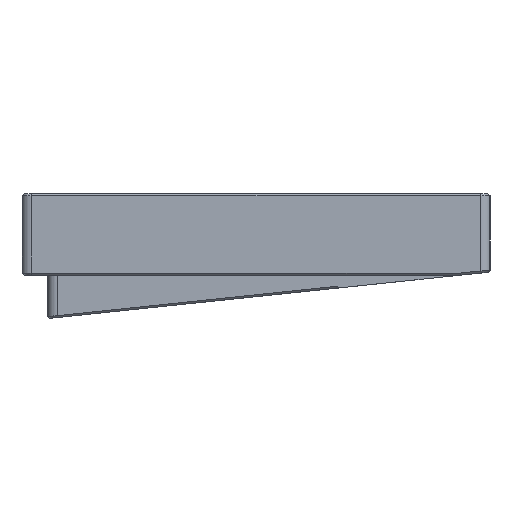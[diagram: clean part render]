
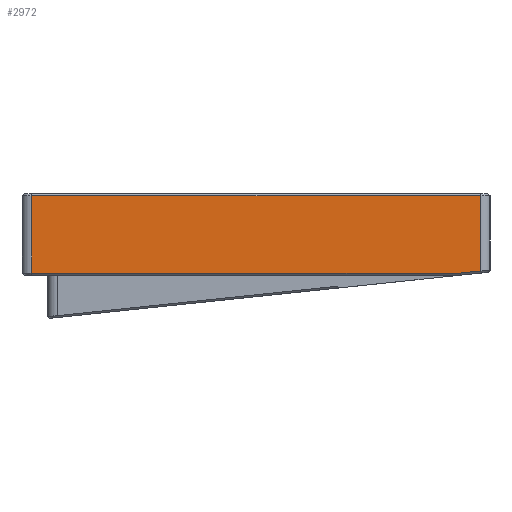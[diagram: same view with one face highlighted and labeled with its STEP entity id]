
A CAD part, left-side view. The second image highlights one B-rep face of the part: STEP entity #2972.
In plain terms, the highlighted planar face has unit normal (-1, 0, 0).
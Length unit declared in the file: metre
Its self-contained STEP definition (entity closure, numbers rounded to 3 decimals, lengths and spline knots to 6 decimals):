
#482=ORIENTED_EDGE('',*,*,#1355,.T.);
#483=ORIENTED_EDGE('',*,*,#1356,.T.);
#484=ORIENTED_EDGE('',*,*,#1357,.T.);
#485=ORIENTED_EDGE('',*,*,#1358,.T.);
#486=ORIENTED_EDGE('',*,*,#1359,.T.);
#1355=EDGE_CURVE('',#1789,#1790,#2026,.T.);
#1356=EDGE_CURVE('',#1790,#1791,#2027,.T.);
#1357=EDGE_CURVE('',#1791,#1792,#2028,.T.);
#1358=EDGE_CURVE('',#1792,#1793,#2029,.T.);
#1359=EDGE_CURVE('',#1793,#1789,#2030,.F.);
#1789=VERTEX_POINT('',#4774);
#1790=VERTEX_POINT('',#4775);
#1791=VERTEX_POINT('',#4777);
#1792=VERTEX_POINT('',#4779);
#1793=VERTEX_POINT('',#4781);
#2026=LINE('',#4773,#2303);
#2027=LINE('',#4776,#2304);
#2028=LINE('',#4778,#2305);
#2029=LINE('',#4780,#2306);
#2030=LINE('',#4782,#2307);
#2303=VECTOR('',#3741,1.);
#2304=VECTOR('',#3742,1.);
#2305=VECTOR('',#3743,1.);
#2306=VECTOR('',#3744,1.);
#2307=VECTOR('',#3745,1.);
#2499=EDGE_LOOP('',(#482,#483,#484,#485,#486));
#2696=FACE_BOUND('',#2499,.T.);
#2888=PLANE('',#3227);
#2972=ADVANCED_FACE('',(#2696),#2888,.T.);
#3227=AXIS2_PLACEMENT_3D('',#4772,#3739,#3740);
#3739=DIRECTION('',(-1.,0.,0.));
#3740=DIRECTION('',(0.,0.,1.));
#3741=DIRECTION('',(0.,-1.,0.));
#3742=DIRECTION('',(0.,-0.995,0.105));
#3743=DIRECTION('',(0.,0.,1.));
#3744=DIRECTION('',(0.,1.,0.));
#3745=DIRECTION('',(0.,0.,1.));
#4772=CARTESIAN_POINT('',(-0.157375,0.,-0.000002));
#4773=CARTESIAN_POINT('',(-0.157375,0.,0.011347));
#4774=CARTESIAN_POINT('',(-0.157375,0.05285,0.011347));
#4775=CARTESIAN_POINT('',(-0.157375,-0.048074,0.011347));
#4776=CARTESIAN_POINT('',(-0.157375,0.000655,0.006225));
#4777=CARTESIAN_POINT('',(-0.157375,-0.05285,0.011849));
#4778=CARTESIAN_POINT('',(-0.157375,-0.05285,0.030047));
#4779=CARTESIAN_POINT('',(-0.157375,-0.05285,0.029547));
#4780=CARTESIAN_POINT('',(-0.157375,0.05285,0.029547));
#4781=CARTESIAN_POINT('',(-0.157375,0.05285,0.029547));
#4782=CARTESIAN_POINT('',(-0.157375,0.05285,-0.000002));
